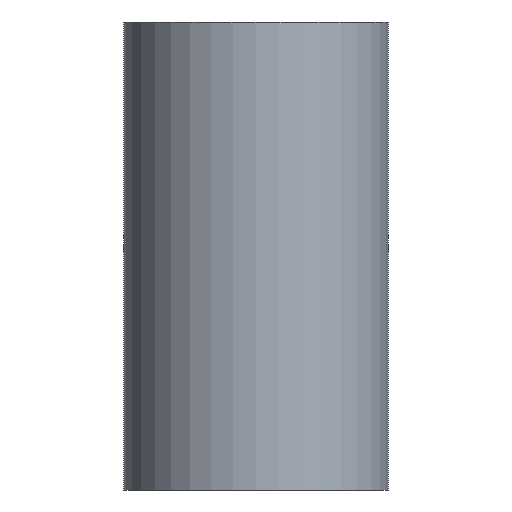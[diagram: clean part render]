
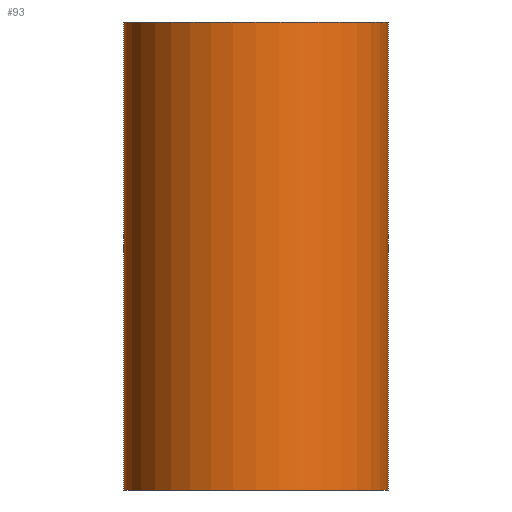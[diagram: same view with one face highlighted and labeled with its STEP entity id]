
A CAD part, front view. The second image highlights one B-rep face of the part: STEP entity #93.
In plain terms, the highlighted cylindrical face has radius 22.125 mm (diameter 44.25 mm), a partial arc.
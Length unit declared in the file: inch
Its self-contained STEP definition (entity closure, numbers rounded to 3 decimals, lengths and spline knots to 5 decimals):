
#1 = LINE ( 'NONE', #12, #98 ) ;
#5 = EDGE_CURVE ( 'NONE', #51, #76, #1, .T. ) ;
#6 = CARTESIAN_POINT ( 'NONE',  ( 0.87106, 0., 3.08 ) ) ;
#9 = DIRECTION ( 'NONE',  ( 0., 0., -1. ) ) ;
#12 = CARTESIAN_POINT ( 'NONE',  ( 0.87106, 0., 3.08 ) ) ;
#15 = ORIENTED_EDGE ( 'NONE', *, *, #58, .T. ) ;
#22 = LINE ( 'NONE', #99, #168 ) ;
#33 = VERTEX_POINT ( 'NONE', #84 ) ;
#40 = CARTESIAN_POINT ( 'NONE',  ( 0., 0., 3.08 ) ) ;
#50 = EDGE_LOOP ( 'NONE', ( #192, #15, #96, #111 ) ) ;
#51 = VERTEX_POINT ( 'NONE', #6 ) ;
#58 = EDGE_CURVE ( 'NONE', #51, #97, #162, .T. ) ;
#67 = CIRCLE ( 'NONE', #181, 0.87106 ) ;
#70 = FACE_OUTER_BOUND ( 'NONE', #50, .T. ) ;
#73 = EDGE_CURVE ( 'NONE', #97, #33, #22, .T. ) ;
#75 = DIRECTION ( 'NONE',  ( 0., 0., -1. ) ) ;
#76 = VERTEX_POINT ( 'NONE', #183 ) ;
#84 = CARTESIAN_POINT ( 'NONE',  ( -0.87106, 0., 0. ) ) ;
#86 = DIRECTION ( 'NONE',  ( -1., 0., 0. ) ) ;
#87 = DIRECTION ( 'NONE',  ( 0., 0., -1. ) ) ;
#88 = AXIS2_PLACEMENT_3D ( 'NONE', #40, #131, #86 ) ;
#90 = DIRECTION ( 'NONE',  ( -1., 0., 0. ) ) ;
#93 = ADVANCED_FACE ( 'NONE', ( #70 ), #198, .T. ) ;
#96 = ORIENTED_EDGE ( 'NONE', *, *, #73, .T. ) ;
#97 = VERTEX_POINT ( 'NONE', #132 ) ;
#98 = VECTOR ( 'NONE', #75, 39.37008 ) ;
#99 = CARTESIAN_POINT ( 'NONE',  ( -0.87106, 0., 3.08 ) ) ;
#107 = AXIS2_PLACEMENT_3D ( 'NONE', #169, #196, #154 ) ;
#111 = ORIENTED_EDGE ( 'NONE', *, *, #139, .F. ) ;
#131 = DIRECTION ( 'NONE',  ( 0., 0., -1. ) ) ;
#132 = CARTESIAN_POINT ( 'NONE',  ( -0.87106, 0., 3.08 ) ) ;
#139 = EDGE_CURVE ( 'NONE', #76, #33, #67, .T. ) ;
#154 = DIRECTION ( 'NONE',  ( -1., 0., 0. ) ) ;
#155 = CARTESIAN_POINT ( 'NONE',  ( 0., 0., 0. ) ) ;
#162 = CIRCLE ( 'NONE', #107, 0.87106 ) ;
#168 = VECTOR ( 'NONE', #87, 39.37008 ) ;
#169 = CARTESIAN_POINT ( 'NONE',  ( 0., 0., 3.08 ) ) ;
#181 = AXIS2_PLACEMENT_3D ( 'NONE', #155, #9, #90 ) ;
#183 = CARTESIAN_POINT ( 'NONE',  ( 0.87106, 0., 0. ) ) ;
#192 = ORIENTED_EDGE ( 'NONE', *, *, #5, .F. ) ;
#196 = DIRECTION ( 'NONE',  ( 0., 0., -1. ) ) ;
#198 = CYLINDRICAL_SURFACE ( 'NONE', #88, 0.87106 ) ;
